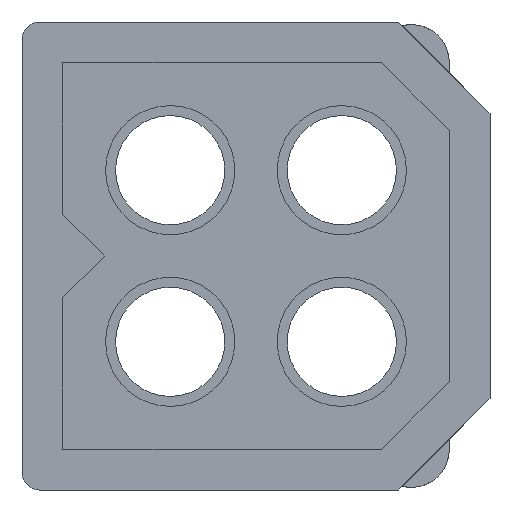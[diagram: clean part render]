
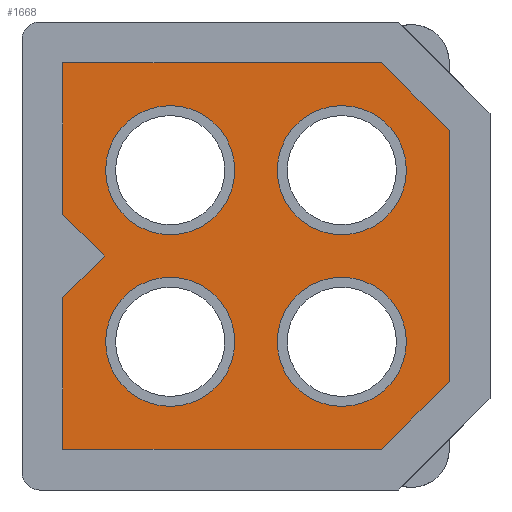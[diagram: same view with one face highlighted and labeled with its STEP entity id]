
A CAD part, front view. The second image highlights one B-rep face of the part: STEP entity #1668.
In plain terms, the highlighted planar face has unit normal (0, -1, 0).
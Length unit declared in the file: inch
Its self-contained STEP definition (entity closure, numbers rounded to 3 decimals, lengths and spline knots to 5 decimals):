
#317=DIRECTION('',(1.,0.,0.));
#318=VECTOR('',#317,0.169);
#319=CARTESIAN_POINT('',(-0.223,0.165,-0.223));
#320=LINE('',#319,#318);
#321=DIRECTION('',(0.,0.,-1.));
#322=VECTOR('',#321,0.175);
#323=CARTESIAN_POINT('',(-0.223,0.165,-0.048));
#324=LINE('',#323,#322);
#325=DIRECTION('',(-0.707,0.,-0.707));
#326=VECTOR('',#325,0.06788);
#327=CARTESIAN_POINT('',(-0.175,0.165,0.));
#328=LINE('',#327,#326);
#329=DIRECTION('',(0.707,0.,-0.707));
#330=VECTOR('',#329,0.06788);
#331=CARTESIAN_POINT('',(-0.223,0.165,0.048));
#332=LINE('',#331,#330);
#333=DIRECTION('',(0.,0.,-1.));
#334=VECTOR('',#333,0.175);
#335=CARTESIAN_POINT('',(-0.223,0.165,0.223));
#336=LINE('',#335,#334);
#337=DIRECTION('',(-1.,0.,0.));
#338=VECTOR('',#337,0.169);
#339=CARTESIAN_POINT('',(-0.054,0.165,0.223));
#340=LINE('',#339,#338);
#341=DIRECTION('',(-1.,0.,0.));
#342=VECTOR('',#341,0.108);
#343=CARTESIAN_POINT('',(0.054,0.165,0.223));
#344=LINE('',#343,#342);
#345=DIRECTION('',(-1.,0.,0.));
#346=VECTOR('',#345,0.091);
#347=CARTESIAN_POINT('',(0.145,0.165,0.223));
#348=LINE('',#347,#346);
#349=DIRECTION('',(-0.707,0.,0.707));
#350=VECTOR('',#349,0.11031);
#351=CARTESIAN_POINT('',(0.223,0.165,0.145));
#352=LINE('',#351,#350);
#353=DIRECTION('',(0.,0.,1.));
#354=VECTOR('',#353,0.29);
#355=CARTESIAN_POINT('',(0.223,0.165,-0.145));
#356=LINE('',#355,#354);
#357=DIRECTION('',(0.707,0.,0.707));
#358=VECTOR('',#357,0.11031);
#359=CARTESIAN_POINT('',(0.145,0.165,-0.223));
#360=LINE('',#359,#358);
#361=DIRECTION('',(1.,0.,0.));
#362=VECTOR('',#361,0.091);
#363=CARTESIAN_POINT('',(0.054,0.165,-0.223));
#364=LINE('',#363,#362);
#365=DIRECTION('',(1.,0.,0.));
#366=VECTOR('',#365,0.108);
#367=CARTESIAN_POINT('',(-0.054,0.165,-0.223));
#368=LINE('',#367,#366);
#369=CARTESIAN_POINT('',(-0.099,0.165,0.099));
#370=DIRECTION('',(0.,-1.,0.));
#371=DIRECTION('',(-1.,0.,0.));
#372=AXIS2_PLACEMENT_3D('',#369,#370,#371);
#374=CARTESIAN_POINT('',(-0.099,0.165,0.099));
#375=DIRECTION('',(0.,-1.,0.));
#376=DIRECTION('',(1.,0.,0.));
#377=AXIS2_PLACEMENT_3D('',#374,#375,#376);
#379=CARTESIAN_POINT('',(0.099,0.165,0.099));
#380=DIRECTION('',(0.,-1.,0.));
#381=DIRECTION('',(-1.,0.,0.));
#382=AXIS2_PLACEMENT_3D('',#379,#380,#381);
#384=CARTESIAN_POINT('',(0.099,0.165,0.099));
#385=DIRECTION('',(0.,-1.,0.));
#386=DIRECTION('',(1.,0.,0.));
#387=AXIS2_PLACEMENT_3D('',#384,#385,#386);
#389=CARTESIAN_POINT('',(-0.099,0.165,-0.099));
#390=DIRECTION('',(0.,-1.,0.));
#391=DIRECTION('',(-1.,0.,0.));
#392=AXIS2_PLACEMENT_3D('',#389,#390,#391);
#394=CARTESIAN_POINT('',(-0.099,0.165,-0.099));
#395=DIRECTION('',(0.,-1.,0.));
#396=DIRECTION('',(1.,0.,0.));
#397=AXIS2_PLACEMENT_3D('',#394,#395,#396);
#399=CARTESIAN_POINT('',(0.099,0.165,-0.099));
#400=DIRECTION('',(0.,-1.,0.));
#401=DIRECTION('',(-1.,0.,0.));
#402=AXIS2_PLACEMENT_3D('',#399,#400,#401);
#404=CARTESIAN_POINT('',(0.099,0.165,-0.099));
#405=DIRECTION('',(0.,-1.,0.));
#406=DIRECTION('',(1.,0.,0.));
#407=AXIS2_PLACEMENT_3D('',#404,#405,#406);
#959=CARTESIAN_POINT('',(0.145,0.165,-0.223));
#960=CARTESIAN_POINT('',(0.223,0.165,-0.145));
#961=VERTEX_POINT('',#959);
#962=VERTEX_POINT('',#960);
#963=CARTESIAN_POINT('',(0.223,0.165,0.145));
#964=VERTEX_POINT('',#963);
#965=CARTESIAN_POINT('',(0.145,0.165,0.223));
#966=VERTEX_POINT('',#965);
#967=CARTESIAN_POINT('',(-0.223,0.165,-0.048));
#968=CARTESIAN_POINT('',(-0.223,0.165,-0.223));
#969=VERTEX_POINT('',#967);
#970=VERTEX_POINT('',#968);
#1013=CARTESIAN_POINT('',(-0.1735,0.165,0.099));
#1014=CARTESIAN_POINT('',(-0.0245,0.165,0.099));
#1015=VERTEX_POINT('',#1013);
#1016=VERTEX_POINT('',#1014);
#1021=CARTESIAN_POINT('',(-0.223,0.165,0.223));
#1022=CARTESIAN_POINT('',(-0.223,0.165,0.048));
#1023=VERTEX_POINT('',#1021);
#1024=VERTEX_POINT('',#1022);
#1025=CARTESIAN_POINT('',(-0.175,0.165,0.));
#1026=VERTEX_POINT('',#1025);
#1047=CARTESIAN_POINT('',(0.0245,0.165,0.099));
#1048=CARTESIAN_POINT('',(0.1735,0.165,0.099));
#1049=VERTEX_POINT('',#1047);
#1050=VERTEX_POINT('',#1048);
#1071=CARTESIAN_POINT('',(-0.1735,0.165,-0.099));
#1072=CARTESIAN_POINT('',(-0.0245,0.165,-0.099));
#1073=VERTEX_POINT('',#1071);
#1074=VERTEX_POINT('',#1072);
#1095=CARTESIAN_POINT('',(0.0245,0.165,-0.099));
#1096=CARTESIAN_POINT('',(0.1735,0.165,-0.099));
#1097=VERTEX_POINT('',#1095);
#1098=VERTEX_POINT('',#1096);
#1143=CARTESIAN_POINT('',(-0.054,0.165,-0.223));
#1144=CARTESIAN_POINT('',(0.054,0.165,-0.223));
#1145=VERTEX_POINT('',#1143);
#1146=VERTEX_POINT('',#1144);
#1147=CARTESIAN_POINT('',(0.054,0.165,0.223));
#1148=CARTESIAN_POINT('',(-0.054,0.165,0.223));
#1149=VERTEX_POINT('',#1147);
#1150=VERTEX_POINT('',#1148);
#1612=CARTESIAN_POINT('',(-0.27,0.165,-0.27));
#1613=DIRECTION('',(0.,-1.,0.));
#1614=DIRECTION('',(1.,0.,0.));
#1615=AXIS2_PLACEMENT_3D('',#1612,#1613,#1614);
#1616=PLANE('',#1615);
#1618=ORIENTED_EDGE('',*,*,#1617,.F.);
#1620=ORIENTED_EDGE('',*,*,#1619,.F.);
#1622=ORIENTED_EDGE('',*,*,#1621,.F.);
#1624=ORIENTED_EDGE('',*,*,#1623,.F.);
#1626=ORIENTED_EDGE('',*,*,#1625,.F.);
#1628=ORIENTED_EDGE('',*,*,#1627,.F.);
#1630=ORIENTED_EDGE('',*,*,#1629,.F.);
#1632=ORIENTED_EDGE('',*,*,#1631,.F.);
#1634=ORIENTED_EDGE('',*,*,#1633,.F.);
#1636=ORIENTED_EDGE('',*,*,#1635,.F.);
#1638=ORIENTED_EDGE('',*,*,#1637,.F.);
#1640=ORIENTED_EDGE('',*,*,#1639,.F.);
#1642=ORIENTED_EDGE('',*,*,#1641,.F.);
#1643=EDGE_LOOP('',(#1618,#1620,#1622,#1624,#1626,#1628,#1630,#1632,#1634,#1636,
#1638,#1640,#1642));
#1644=FACE_OUTER_BOUND('',#1643,.F.);
#1645=ORIENTED_EDGE('',*,*,#1602,.T.);
#1647=ORIENTED_EDGE('',*,*,#1646,.T.);
#1648=EDGE_LOOP('',(#1645,#1647));
#1649=FACE_BOUND('',#1648,.F.);
#1651=ORIENTED_EDGE('',*,*,#1650,.T.);
#1653=ORIENTED_EDGE('',*,*,#1652,.T.);
#1654=EDGE_LOOP('',(#1651,#1653));
#1655=FACE_BOUND('',#1654,.F.);
#1657=ORIENTED_EDGE('',*,*,#1656,.T.);
#1659=ORIENTED_EDGE('',*,*,#1658,.T.);
#1660=EDGE_LOOP('',(#1657,#1659));
#1661=FACE_BOUND('',#1660,.F.);
#1663=ORIENTED_EDGE('',*,*,#1662,.T.);
#1665=ORIENTED_EDGE('',*,*,#1664,.T.);
#1666=EDGE_LOOP('',(#1663,#1665));
#1667=FACE_BOUND('',#1666,.F.);
#1668=ADVANCED_FACE('',(#1644,#1649,#1655,#1661,#1667),#1616,.T.);
#373=CIRCLE('',#372,0.0745);
#378=CIRCLE('',#377,0.0745);
#383=CIRCLE('',#382,0.0745);
#388=CIRCLE('',#387,0.0745);
#393=CIRCLE('',#392,0.0745);
#398=CIRCLE('',#397,0.0745);
#403=CIRCLE('',#402,0.0745);
#408=CIRCLE('',#407,0.0745);
#1602=EDGE_CURVE('',#1015,#1016,#373,.T.);
#1617=EDGE_CURVE('',#970,#1145,#320,.T.);
#1619=EDGE_CURVE('',#969,#970,#324,.T.);
#1621=EDGE_CURVE('',#1026,#969,#328,.T.);
#1623=EDGE_CURVE('',#1024,#1026,#332,.T.);
#1625=EDGE_CURVE('',#1023,#1024,#336,.T.);
#1627=EDGE_CURVE('',#1150,#1023,#340,.T.);
#1629=EDGE_CURVE('',#1149,#1150,#344,.T.);
#1631=EDGE_CURVE('',#966,#1149,#348,.T.);
#1633=EDGE_CURVE('',#964,#966,#352,.T.);
#1635=EDGE_CURVE('',#962,#964,#356,.T.);
#1637=EDGE_CURVE('',#961,#962,#360,.T.);
#1639=EDGE_CURVE('',#1146,#961,#364,.T.);
#1641=EDGE_CURVE('',#1145,#1146,#368,.T.);
#1646=EDGE_CURVE('',#1016,#1015,#378,.T.);
#1650=EDGE_CURVE('',#1049,#1050,#383,.T.);
#1652=EDGE_CURVE('',#1050,#1049,#388,.T.);
#1656=EDGE_CURVE('',#1073,#1074,#393,.T.);
#1658=EDGE_CURVE('',#1074,#1073,#398,.T.);
#1662=EDGE_CURVE('',#1097,#1098,#403,.T.);
#1664=EDGE_CURVE('',#1098,#1097,#408,.T.);
